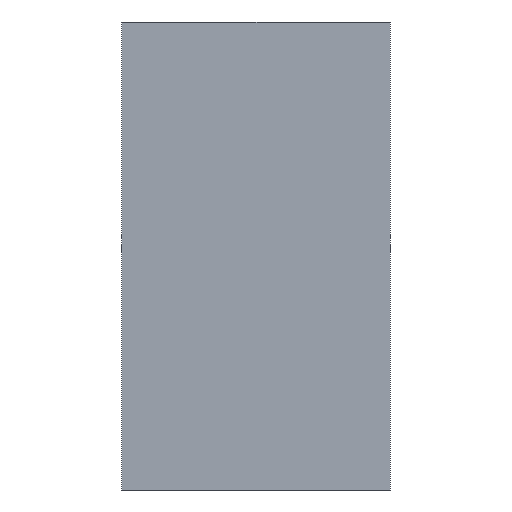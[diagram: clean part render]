
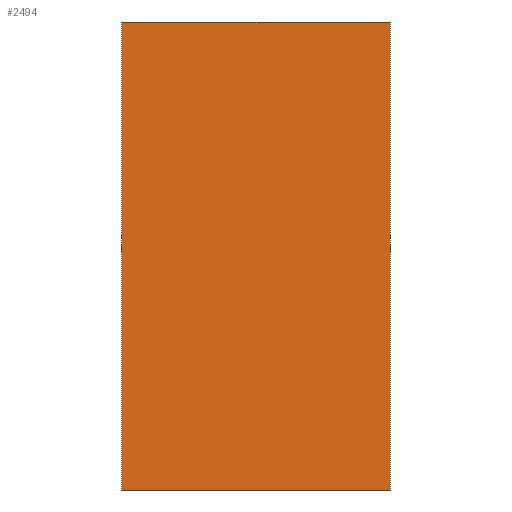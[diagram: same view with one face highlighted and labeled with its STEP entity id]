
A CAD part, left-side view. The second image highlights one B-rep face of the part: STEP entity #2494.
In plain terms, the highlighted planar face has unit normal (-1, 0, 0).
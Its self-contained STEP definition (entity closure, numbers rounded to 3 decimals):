
#132 = DIRECTION ( 'NONE',  ( 0., -1., 0. ) ) ;
#173 = VECTOR ( 'NONE', #3871, 1000. ) ;
#306 = LINE ( 'NONE', #4221, #173 ) ;
#318 = PLANE ( 'NONE',  #4358 ) ;
#398 = VERTEX_POINT ( 'NONE', #1302 ) ;
#433 = EDGE_CURVE ( 'NONE', #398, #3418, #306, .T. ) ;
#586 = VECTOR ( 'NONE', #4105, 1000. ) ;
#1284 = VECTOR ( 'NONE', #3121, 1000. ) ;
#1295 = FACE_OUTER_BOUND ( 'NONE', #3209, .T. ) ;
#1302 = CARTESIAN_POINT ( 'NONE',  ( -20.484, 15.329, 61. ) ) ;
#1490 = CARTESIAN_POINT ( 'NONE',  ( -20.484, 15.329, 0. ) ) ;
#1511 = VERTEX_POINT ( 'NONE', #2143 ) ;
#1512 = CARTESIAN_POINT ( 'NONE',  ( -20.484, 15.329, 61. ) ) ;
#1588 = VERTEX_POINT ( 'NONE', #4588 ) ;
#1733 = ORIENTED_EDGE ( 'NONE', *, *, #433, .T. ) ;
#1837 = CARTESIAN_POINT ( 'NONE',  ( -20.484, 15.329, 61. ) ) ;
#1905 = LINE ( 'NONE', #4615, #1284 ) ;
#1965 = EDGE_CURVE ( 'NONE', #3418, #1588, #2438, .T. ) ;
#2013 = DIRECTION ( 'NONE',  ( 0., 0., -1. ) ) ;
#2143 = CARTESIAN_POINT ( 'NONE',  ( -20.484, -19.671, 61. ) ) ;
#2217 = DIRECTION ( 'NONE',  ( 1., 0., 0. ) ) ;
#2319 = CARTESIAN_POINT ( 'NONE',  ( -20.484, 15.329, 0. ) ) ;
#2438 = LINE ( 'NONE', #2319, #3926 ) ;
#2494 = ADVANCED_FACE ( 'NONE', ( #1295 ), #318, .F. ) ;
#2900 = EDGE_CURVE ( 'NONE', #398, #1511, #4203, .T. ) ;
#3121 = DIRECTION ( 'NONE',  ( 0., 0., -1. ) ) ;
#3209 = EDGE_LOOP ( 'NONE', ( #3971, #4354, #3288, #1733 ) ) ;
#3288 = ORIENTED_EDGE ( 'NONE', *, *, #2900, .F. ) ;
#3418 = VERTEX_POINT ( 'NONE', #1490 ) ;
#3871 = DIRECTION ( 'NONE',  ( 0., 0., -1. ) ) ;
#3926 = VECTOR ( 'NONE', #132, 1000. ) ;
#3971 = ORIENTED_EDGE ( 'NONE', *, *, #1965, .T. ) ;
#4105 = DIRECTION ( 'NONE',  ( 0., -1., 0. ) ) ;
#4141 = EDGE_CURVE ( 'NONE', #1511, #1588, #1905, .T. ) ;
#4203 = LINE ( 'NONE', #1512, #586 ) ;
#4221 = CARTESIAN_POINT ( 'NONE',  ( -20.484, 15.329, 61. ) ) ;
#4354 = ORIENTED_EDGE ( 'NONE', *, *, #4141, .F. ) ;
#4358 = AXIS2_PLACEMENT_3D ( 'NONE', #1837, #2217, #2013 ) ;
#4588 = CARTESIAN_POINT ( 'NONE',  ( -20.484, -19.671, 0. ) ) ;
#4615 = CARTESIAN_POINT ( 'NONE',  ( -20.484, -19.671, 61. ) ) ;
